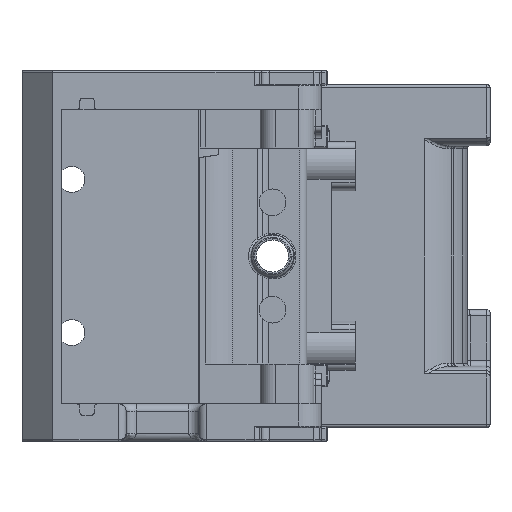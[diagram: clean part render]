
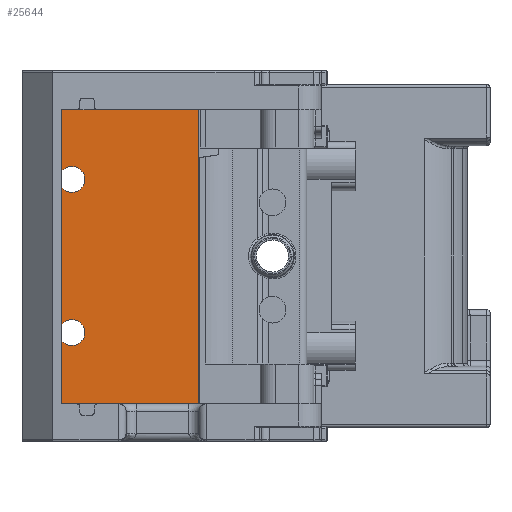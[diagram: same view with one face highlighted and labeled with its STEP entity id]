
A CAD part, front view. The second image highlights one B-rep face of the part: STEP entity #25644.
In plain terms, the highlighted planar face has unit normal (0, -1, 0).
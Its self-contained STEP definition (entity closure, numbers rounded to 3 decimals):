
#2402=CARTESIAN_POINT('',(-64.6,31.1,-8.3));
#2403=VERTEX_POINT('',#2402);
#2412=CARTESIAN_POINT('',(-64.6,31.1,-10.));
#2413=DIRECTION('',(0.,1.,0.));
#2414=DIRECTION('',(0.,-0.,1.));
#2415=AXIS2_PLACEMENT_3D('',#2412,#2413,#2414);
#2416=CIRCLE('',#2415,1.7);
#2417=EDGE_CURVE('',#2403,#2403,#2416,.T.);
#2427=CARTESIAN_POINT('',(-64.6,31.1,11.7));
#2428=VERTEX_POINT('',#2427);
#2437=CARTESIAN_POINT('',(-64.6,31.1,10.));
#2438=DIRECTION('',(0.,1.,0.));
#2439=DIRECTION('',(0.,-0.,1.));
#2440=AXIS2_PLACEMENT_3D('',#2437,#2438,#2439);
#2441=CIRCLE('',#2440,1.7);
#2442=EDGE_CURVE('',#2428,#2428,#2441,.T.);
#5447=CARTESIAN_POINT('',(-84.6,31.1,-8.3));
#5448=VERTEX_POINT('',#5447);
#5463=CARTESIAN_POINT('',(-84.6,31.1,-10.));
#5464=DIRECTION('',(-0.,-1.,-0.));
#5465=DIRECTION('',(0.,-0.,1.));
#5466=AXIS2_PLACEMENT_3D('',#5463,#5464,#5465);
#5467=CIRCLE('',#5466,1.7);
#5468=EDGE_CURVE('',#5448,#5448,#5467,.T.);
#5480=CARTESIAN_POINT('',(-84.6,31.1,11.7));
#5481=VERTEX_POINT('',#5480);
#5496=CARTESIAN_POINT('',(-84.6,31.1,10.));
#5497=DIRECTION('',(-0.,-1.,-0.));
#5498=DIRECTION('',(0.,-0.,1.));
#5499=AXIS2_PLACEMENT_3D('',#5496,#5497,#5498);
#5500=CIRCLE('',#5499,1.7);
#5501=EDGE_CURVE('',#5481,#5481,#5500,.T.);
#11405=CARTESIAN_POINT('',(-91.1,31.1,22.4));
#11406=VERTEX_POINT('',#11405);
#11413=CARTESIAN_POINT('',(-60.9,31.1,22.4));
#11414=VERTEX_POINT('',#11413);
#11415=CARTESIAN_POINT('',(-91.1,31.1,22.4));
#11416=DIRECTION('',(1.,0.,-0.));
#11417=VECTOR('',#11416,30.2);
#11418=LINE('',#11415,#11417);
#11419=EDGE_CURVE('',#11406,#11414,#11418,.T.);
#11451=CARTESIAN_POINT('',(-60.9,31.1,-22.4));
#11452=VERTEX_POINT('',#11451);
#11461=CARTESIAN_POINT('',(-91.1,31.1,-22.4));
#11462=VERTEX_POINT('',#11461);
#11463=CARTESIAN_POINT('',(-91.1,31.1,-22.4));
#11464=DIRECTION('',(1.,0.,-0.));
#11465=VECTOR('',#11464,30.2);
#11466=LINE('',#11463,#11465);
#11467=EDGE_CURVE('',#11462,#11452,#11466,.T.);
#11510=CARTESIAN_POINT('',(-91.1,31.1,-22.4));
#11511=DIRECTION('',(-0.,-0.,1.));
#11512=VECTOR('',#11511,44.8);
#11513=LINE('',#11510,#11512);
#11514=EDGE_CURVE('',#11462,#11406,#11513,.T.);
#25564=CARTESIAN_POINT('',(-60.9,31.1,-22.4));
#25565=DIRECTION('',(-0.,-0.,1.));
#25566=VECTOR('',#25565,44.8);
#25567=LINE('',#25564,#25566);
#25568=EDGE_CURVE('',#11452,#11414,#25567,.T.);
#25621=CARTESIAN_POINT('',(-29.798,31.1,23.897));
#25622=DIRECTION('',(0.,-1.,0.));
#25623=DIRECTION('',(-1.,-0.,0.));
#25624=AXIS2_PLACEMENT_3D('',#25621,#25622,#25623);
#25625=PLANE('',#25624);
#25626=ORIENTED_EDGE('',*,*,#25568,.T.);
#25627=ORIENTED_EDGE('',*,*,#11419,.F.);
#25628=ORIENTED_EDGE('',*,*,#11514,.F.);
#25629=ORIENTED_EDGE('',*,*,#11467,.T.);
#25630=EDGE_LOOP('',(#25626,#25627,#25628,#25629));
#25631=FACE_BOUND('',#25630,.T.);
#25632=ORIENTED_EDGE('',*,*,#2442,.T.);
#25633=EDGE_LOOP('',(#25632));
#25634=FACE_BOUND('',#25633,.T.);
#25635=ORIENTED_EDGE('',*,*,#2417,.T.);
#25636=EDGE_LOOP('',(#25635));
#25637=FACE_BOUND('',#25636,.T.);
#25638=ORIENTED_EDGE('',*,*,#5501,.F.);
#25639=EDGE_LOOP('',(#25638));
#25640=FACE_BOUND('',#25639,.T.);
#25641=ORIENTED_EDGE('',*,*,#5468,.F.);
#25642=EDGE_LOOP('',(#25641));
#25643=FACE_BOUND('',#25642,.T.);
#25644=ADVANCED_FACE('',(#25631,#25634,#25637,#25640,#25643),#25625,.T.);
